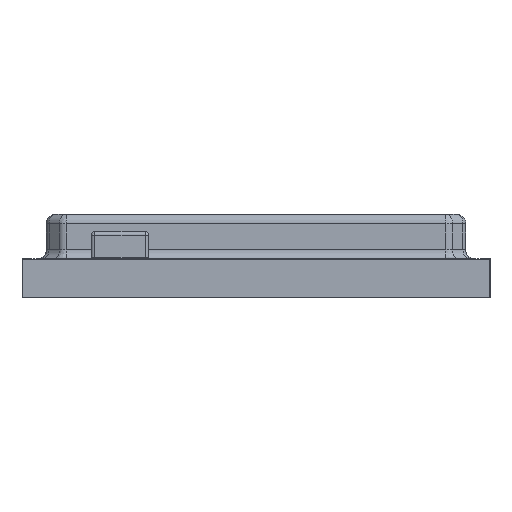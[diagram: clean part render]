
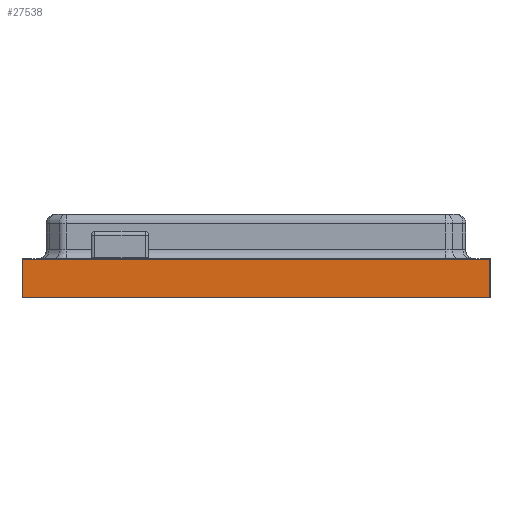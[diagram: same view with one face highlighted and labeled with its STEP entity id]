
A CAD part, left-side view. The second image highlights one B-rep face of the part: STEP entity #27538.
In plain terms, the highlighted planar face has unit normal (-1, 0, 0).
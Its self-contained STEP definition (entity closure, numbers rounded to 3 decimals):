
#2255 = ORIENTED_EDGE ( 'NONE', *, *, #12604, .F. ) ;
#3424 = CARTESIAN_POINT ( 'NONE',  ( -17.875, -7.25, 1.2 ) ) ;
#5602 = CARTESIAN_POINT ( 'NONE',  ( -17.875, -7.25, 0. ) ) ;
#5629 = LINE ( 'NONE', #8752, #19247 ) ;
#6686 = EDGE_CURVE ( 'NONE', #7364, #32958, #11911, .T. ) ;
#7003 = CARTESIAN_POINT ( 'NONE',  ( -17.875, 7.25, 1.2 ) ) ;
#7237 = EDGE_CURVE ( 'NONE', #7364, #29546, #12275, .T. ) ;
#7364 = VERTEX_POINT ( 'NONE', #7657 ) ;
#7657 = CARTESIAN_POINT ( 'NONE',  ( -17.875, 7.25, 0. ) ) ;
#8752 = CARTESIAN_POINT ( 'NONE',  ( -17.875, 0., 1.2 ) ) ;
#10461 = ORIENTED_EDGE ( 'NONE', *, *, #6686, .T. ) ;
#11486 = VECTOR ( 'NONE', #30067, 1000. ) ;
#11761 = DIRECTION ( 'NONE',  ( 0., -1., 0. ) ) ;
#11911 = LINE ( 'NONE', #19587, #18731 ) ;
#12275 = LINE ( 'NONE', #7003, #11486 ) ;
#12604 = EDGE_CURVE ( 'NONE', #29546, #32010, #5629, .T. ) ;
#13135 = DIRECTION ( 'NONE',  ( 1., 0., 0. ) ) ;
#16736 = EDGE_CURVE ( 'NONE', #32958, #32010, #25765, .T. ) ;
#18731 = VECTOR ( 'NONE', #11761, 1000. ) ;
#18954 = VECTOR ( 'NONE', #19927, 1000. ) ;
#19247 = VECTOR ( 'NONE', #26686, 1000. ) ;
#19587 = CARTESIAN_POINT ( 'NONE',  ( -17.875, 0., 0. ) ) ;
#19927 = DIRECTION ( 'NONE',  ( 0., 0., 1. ) ) ;
#20364 = CARTESIAN_POINT ( 'NONE',  ( -17.875, 7.25, 1.2 ) ) ;
#24154 = ORIENTED_EDGE ( 'NONE', *, *, #7237, .F. ) ;
#24917 = EDGE_LOOP ( 'NONE', ( #29081, #2255, #24154, #10461 ) ) ;
#25692 = PLANE ( 'NONE',  #27433 ) ;
#25765 = LINE ( 'NONE', #32713, #18954 ) ;
#26507 = FACE_OUTER_BOUND ( 'NONE', #24917, .T. ) ;
#26686 = DIRECTION ( 'NONE',  ( 0., -1., 0. ) ) ;
#27433 = AXIS2_PLACEMENT_3D ( 'NONE', #28483, #13135, #31052 ) ;
#27538 = ADVANCED_FACE ( 'NONE', ( #26507 ), #25692, .F. ) ;
#28483 = CARTESIAN_POINT ( 'NONE',  ( -17.875, 0., 1.2 ) ) ;
#29081 = ORIENTED_EDGE ( 'NONE', *, *, #16736, .T. ) ;
#29546 = VERTEX_POINT ( 'NONE', #20364 ) ;
#30067 = DIRECTION ( 'NONE',  ( 0., 0., 1. ) ) ;
#31052 = DIRECTION ( 'NONE',  ( 0., 0., -1. ) ) ;
#32010 = VERTEX_POINT ( 'NONE', #3424 ) ;
#32713 = CARTESIAN_POINT ( 'NONE',  ( -17.875, -7.25, 1.2 ) ) ;
#32958 = VERTEX_POINT ( 'NONE', #5602 ) ;
